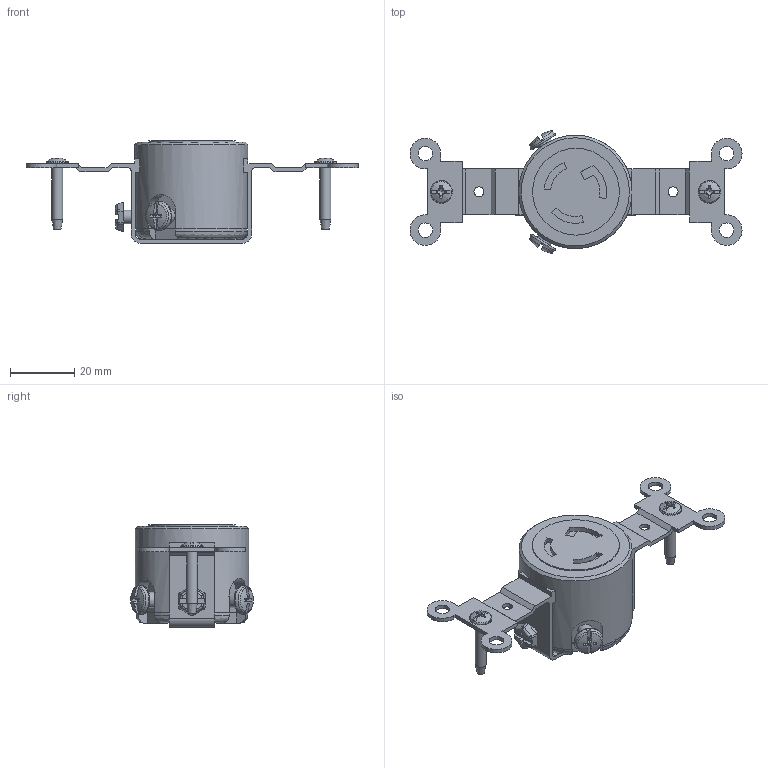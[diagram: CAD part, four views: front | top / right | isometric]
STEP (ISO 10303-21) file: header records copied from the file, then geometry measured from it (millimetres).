
FILE_DESCRIPTION (( 'STEP AP214' ), '1' );
FILE_NAME ('CATSTD-04710-000-M01.STEP', '2020-02-07T19:40:24', ( '' ), ( '' ), 'SwSTEP 2.0', 'SolidWorks 2017', '' );
FILE_SCHEMA (( 'AUTOMOTIVE_DESIGN' ));
Length unit declared in the file: inch
Products named in the file (2): CATSTD-04710-000-M01
Bounding box: 103.17 x 38.12 x 31.83 mm (x, y, z)
Volume: 32044.8 mm3; surface area: 10569.2 mm2
Topology: 1 solids, 1 shells, 415 faces, 1112 edges, 706 vertices
Faces by surface type: plane 305, cylinder 47, bspline 40, cone 23
Full cylindrical faces by diameter (mm): 3.073 x2, 3.404 x2, 4.166 x1, 4.521 x4, 4.803 x2, 6.858 x2, 26.975 x1, 35.204 x1
Entity records: 15166 total; most frequent: CARTESIAN_POINT 4494, ORIENTED_EDGE 2128, DIRECTION 1792, EDGE_CURVE 1064, VERTEX_POINT 692, VECTOR 660, LINE 660, AXIS2_PLACEMENT_3D 566
